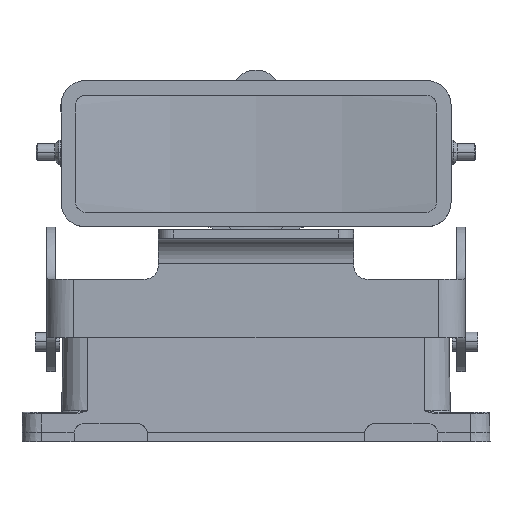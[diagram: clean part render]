
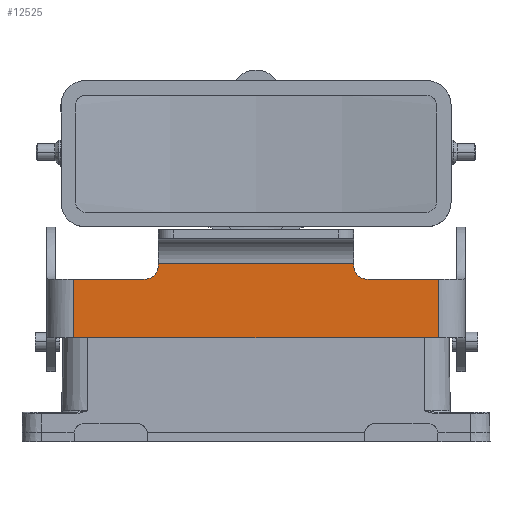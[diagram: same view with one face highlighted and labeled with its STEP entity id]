
A CAD part, top view. The second image highlights one B-rep face of the part: STEP entity #12525.
In plain terms, the highlighted planar face has unit normal (0, 0, 1).
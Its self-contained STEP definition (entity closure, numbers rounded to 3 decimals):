
#16 = VERTEX_POINT ( 'NONE', #2009 ) ;
#144 = VERTEX_POINT ( 'NONE', #1154 ) ;
#279 = VECTOR ( 'NONE', #8721, 1000. ) ;
#534 = VERTEX_POINT ( 'NONE', #2490 ) ;
#863 = CARTESIAN_POINT ( 'NONE',  ( 37.4, 17.5, 23.05 ) ) ;
#882 = AXIS2_PLACEMENT_3D ( 'NONE', #3484, #11044, #4590 ) ;
#1154 = CARTESIAN_POINT ( 'NONE',  ( 20., 9.25, 23.05 ) ) ;
#1156 = CARTESIAN_POINT ( 'NONE',  ( -20., 9.556, 23.05 ) ) ;
#1186 = VERTEX_POINT ( 'NONE', #9408 ) ;
#1198 = LINE ( 'NONE', #2950, #6965 ) ;
#2009 = CARTESIAN_POINT ( 'NONE',  ( 20., 9.556, 23.05 ) ) ;
#2020 = CIRCLE ( 'NONE', #4908, 3. ) ;
#2290 = VECTOR ( 'NONE', #8432, 1000. ) ;
#2490 = CARTESIAN_POINT ( 'NONE',  ( 37.4, -5.75, 23.05 ) ) ;
#2568 = EDGE_CURVE ( 'NONE', #534, #12089, #1198, .T. ) ;
#2626 = AXIS2_PLACEMENT_3D ( 'NONE', #5703, #13236, #6797 ) ;
#2659 = CARTESIAN_POINT ( 'NONE',  ( -23., 6.25, 23.05 ) ) ;
#2746 = VERTEX_POINT ( 'NONE', #13427 ) ;
#2868 = EDGE_CURVE ( 'NONE', #1186, #7378, #2020, .T. ) ;
#2905 = CARTESIAN_POINT ( 'NONE',  ( -23., 9.25, 23.05 ) ) ;
#2950 = CARTESIAN_POINT ( 'NONE',  ( 0., -5.75, 23.05 ) ) ;
#3233 = ORIENTED_EDGE ( 'NONE', *, *, #2568, .F. ) ;
#3239 = CIRCLE ( 'NONE', #2626, 3. ) ;
#3403 = VECTOR ( 'NONE', #4846, 1000. ) ;
#3484 = CARTESIAN_POINT ( 'NONE',  ( 0., 17.5, 23.05 ) ) ;
#3631 = CARTESIAN_POINT ( 'NONE',  ( -20., 9.556, 23.05 ) ) ;
#3766 = CARTESIAN_POINT ( 'NONE',  ( 0., 6.25, 23.05 ) ) ;
#3872 = DIRECTION ( 'NONE',  ( 0., -1., 0. ) ) ;
#3909 = EDGE_LOOP ( 'NONE', ( #12523, #10700, #3233, #8824, #6256, #8825, #13464, #13547, #10015, #12710 ) ) ;
#4000 = DIRECTION ( 'NONE',  ( -1., 0., 0. ) ) ;
#4550 = LINE ( 'NONE', #9250, #6736 ) ;
#4590 = DIRECTION ( 'NONE',  ( -1., 0., 0. ) ) ;
#4669 = EDGE_CURVE ( 'NONE', #9012, #534, #8061, .T. ) ;
#4846 = DIRECTION ( 'NONE',  ( 1., 0., 0. ) ) ;
#4908 = AXIS2_PLACEMENT_3D ( 'NONE', #2905, #10475, #4000 ) ;
#5217 = CARTESIAN_POINT ( 'NONE',  ( 37.4, 6.25, 23.05 ) ) ;
#5703 = CARTESIAN_POINT ( 'NONE',  ( 23., 9.25, 23.05 ) ) ;
#6256 = ORIENTED_EDGE ( 'NONE', *, *, #6395, .F. ) ;
#6395 = EDGE_CURVE ( 'NONE', #6415, #9012, #13296, .T. ) ;
#6415 = VERTEX_POINT ( 'NONE', #8739 ) ;
#6532 = DIRECTION ( 'NONE',  ( 1., 0., 0. ) ) ;
#6555 = VECTOR ( 'NONE', #6532, 1000. ) ;
#6729 = LINE ( 'NONE', #7973, #12454 ) ;
#6736 = VECTOR ( 'NONE', #3872, 1000. ) ;
#6797 = DIRECTION ( 'NONE',  ( -1., 0., 0. ) ) ;
#6965 = VECTOR ( 'NONE', #10528, 1000. ) ;
#7378 = VERTEX_POINT ( 'NONE', #2659 ) ;
#7670 = CARTESIAN_POINT ( 'NONE',  ( -37.4, 6.25, 23.05 ) ) ;
#7973 = CARTESIAN_POINT ( 'NONE',  ( 20., 9.556, 23.05 ) ) ;
#8061 = LINE ( 'NONE', #863, #2290 ) ;
#8432 = DIRECTION ( 'NONE',  ( 0., -1., 0. ) ) ;
#8650 = LINE ( 'NONE', #3631, #11519 ) ;
#8721 = DIRECTION ( 'NONE',  ( 0., -1., 0. ) ) ;
#8739 = CARTESIAN_POINT ( 'NONE',  ( 23., 6.25, 23.05 ) ) ;
#8824 = ORIENTED_EDGE ( 'NONE', *, *, #4669, .F. ) ;
#8825 = ORIENTED_EDGE ( 'NONE', *, *, #10193, .T. ) ;
#8839 = VERTEX_POINT ( 'NONE', #7670 ) ;
#9012 = VERTEX_POINT ( 'NONE', #5217 ) ;
#9165 = LINE ( 'NONE', #3766, #3403 ) ;
#9250 = CARTESIAN_POINT ( 'NONE',  ( -37.4, 17.5, 23.05 ) ) ;
#9280 = FACE_OUTER_BOUND ( 'NONE', #3909, .T. ) ;
#9295 = EDGE_CURVE ( 'NONE', #16, #2746, #8650, .T. ) ;
#9408 = CARTESIAN_POINT ( 'NONE',  ( -20., 9.25, 23.05 ) ) ;
#9448 = CARTESIAN_POINT ( 'NONE',  ( 0., 6.25, 23.05 ) ) ;
#9969 = PLANE ( 'NONE',  #882 ) ;
#10015 = ORIENTED_EDGE ( 'NONE', *, *, #13079, .T. ) ;
#10107 = DIRECTION ( 'NONE',  ( -1., 0., 0. ) ) ;
#10193 = EDGE_CURVE ( 'NONE', #6415, #144, #3239, .T. ) ;
#10317 = EDGE_CURVE ( 'NONE', #8839, #7378, #9165, .T. ) ;
#10475 = DIRECTION ( 'NONE',  ( 0., 0., -1. ) ) ;
#10528 = DIRECTION ( 'NONE',  ( -1., 0., 0. ) ) ;
#10700 = ORIENTED_EDGE ( 'NONE', *, *, #12784, .T. ) ;
#10741 = CARTESIAN_POINT ( 'NONE',  ( -37.4, -5.75, 23.05 ) ) ;
#11044 = DIRECTION ( 'NONE',  ( 0., 0., -1. ) ) ;
#11095 = LINE ( 'NONE', #1156, #279 ) ;
#11161 = DIRECTION ( 'NONE',  ( 0., -1., 0. ) ) ;
#11519 = VECTOR ( 'NONE', #10107, 1000. ) ;
#12089 = VERTEX_POINT ( 'NONE', #10741 ) ;
#12454 = VECTOR ( 'NONE', #11161, 1000. ) ;
#12523 = ORIENTED_EDGE ( 'NONE', *, *, #10317, .F. ) ;
#12525 = ADVANCED_FACE ( 'NONE', ( #9280 ), #9969, .F. ) ;
#12710 = ORIENTED_EDGE ( 'NONE', *, *, #2868, .T. ) ;
#12784 = EDGE_CURVE ( 'NONE', #8839, #12089, #4550, .T. ) ;
#13079 = EDGE_CURVE ( 'NONE', #2746, #1186, #11095, .T. ) ;
#13236 = DIRECTION ( 'NONE',  ( 0., 0., -1. ) ) ;
#13243 = EDGE_CURVE ( 'NONE', #16, #144, #6729, .T. ) ;
#13296 = LINE ( 'NONE', #9448, #6555 ) ;
#13427 = CARTESIAN_POINT ( 'NONE',  ( -20., 9.556, 23.05 ) ) ;
#13464 = ORIENTED_EDGE ( 'NONE', *, *, #13243, .F. ) ;
#13547 = ORIENTED_EDGE ( 'NONE', *, *, #9295, .T. ) ;
